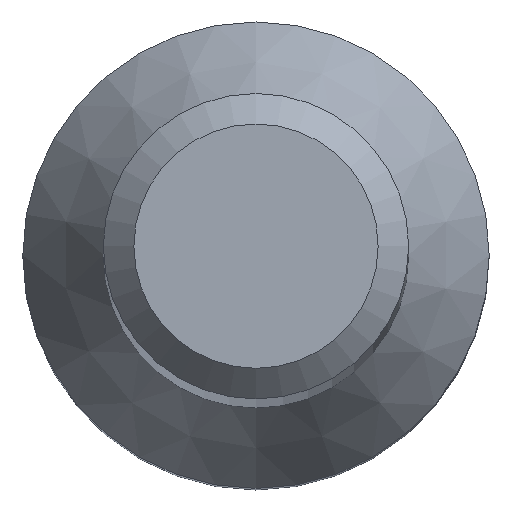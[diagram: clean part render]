
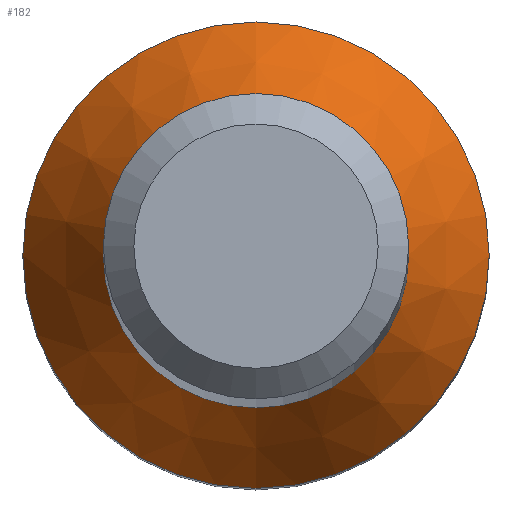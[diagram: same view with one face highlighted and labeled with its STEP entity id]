
A CAD part, top view. The second image highlights one B-rep face of the part: STEP entity #182.
In plain terms, the highlighted conical face has half-angle 30 degrees and reference radius 3.055 mm.
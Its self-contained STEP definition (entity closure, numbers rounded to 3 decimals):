
#4 = FACE_OUTER_BOUND ( 'NONE', #103, .T. ) ;
#25 = EDGE_CURVE ( 'NONE', #193, #193, #201, .T. ) ;
#28 = CARTESIAN_POINT ( 'NONE',  ( 0., 0., 12.165 ) ) ;
#41 = ORIENTED_EDGE ( 'NONE', *, *, #105, .F. ) ;
#57 = DIRECTION ( 'NONE',  ( 0., 0., -1. ) ) ;
#80 = VERTEX_POINT ( 'NONE', #136 ) ;
#86 = AXIS2_PLACEMENT_3D ( 'NONE', #148, #162, #115 ) ;
#95 = CARTESIAN_POINT ( 'NONE',  ( 0., 0., 12.165 ) ) ;
#99 = CIRCLE ( 'NONE', #234, 3.055 ) ;
#102 = DIRECTION ( 'NONE',  ( 0., 1., 0. ) ) ;
#103 = EDGE_LOOP ( 'NONE', ( #41 ) ) ;
#105 = EDGE_CURVE ( 'NONE', #80, #80, #99, .T. ) ;
#115 = DIRECTION ( 'NONE',  ( 0., 1., 0. ) ) ;
#117 = CONICAL_SURFACE ( 'NONE', #213, 3.055, 0.524 ) ;
#136 = CARTESIAN_POINT ( 'NONE',  ( 0., 3.055, 12.165 ) ) ;
#141 = EDGE_LOOP ( 'NONE', ( #206 ) ) ;
#148 = CARTESIAN_POINT ( 'NONE',  ( 0., 0., 13.992 ) ) ;
#155 = DIRECTION ( 'NONE',  ( 0., 0., -1. ) ) ;
#162 = DIRECTION ( 'NONE',  ( 0., 0., -1. ) ) ;
#168 = DIRECTION ( 'NONE',  ( 0., 1., 0. ) ) ;
#182 = ADVANCED_FACE ( 'NONE', ( #225, #4 ), #117, .T. ) ;
#193 = VERTEX_POINT ( 'NONE', #224 ) ;
#201 = CIRCLE ( 'NONE', #86, 2. ) ;
#206 = ORIENTED_EDGE ( 'NONE', *, *, #25, .T. ) ;
#213 = AXIS2_PLACEMENT_3D ( 'NONE', #28, #155, #102 ) ;
#224 = CARTESIAN_POINT ( 'NONE',  ( 0., 2., 13.992 ) ) ;
#225 = FACE_BOUND ( 'NONE', #141, .T. ) ;
#234 = AXIS2_PLACEMENT_3D ( 'NONE', #95, #57, #168 ) ;
